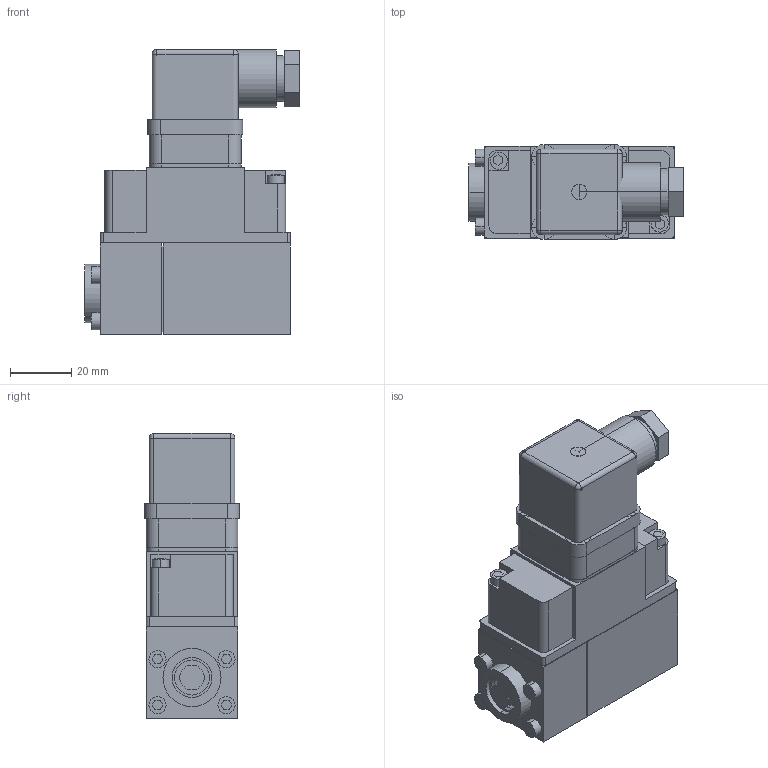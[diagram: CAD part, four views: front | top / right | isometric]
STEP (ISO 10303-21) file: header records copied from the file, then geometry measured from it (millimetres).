
FILE_DESCRIPTION(('no description'),'unknown implementation level');
FILE_NAME('Belimo_22WDP-111_3D.stp',' ',('pit-cup GmbH'),('CADClick - KiM GmbH - www.kimweb.de'),'unknown preprocess','ACIS','unknown authorization');
FILE_SCHEMA(('automotive_design'));
Length unit declared in the file: millimetre
Products named in the file (30): 1; 2; 3; 4; 5; 6; 7; 8; 9; 10; 11; 12; 13; 14; 15; 16; 17; 18; 19; 20; 21; 22; 23; 24; 25; 26; 27; 28; 29; 30
Bounding box: 70.1 x 31 x 93.3 mm (x, y, z)
Volume: 141908.4 mm3; surface area: 36149.2 mm2
Topology: 30 solids, 31 shells, 311 faces, 682 edges, 443 vertices
Faces by surface type: plane 218, cylinder 76, cone 10, sphere 7
Entity records: 17158 total; most frequent: DIRECTION 1528, STYLED_ITEM 1454, PRESENTATION_STYLE_ASSIGNMENT 1454, CARTESIAN_POINT 1454, COLOUR_RGB 1454, ORIENTED_EDGE 1340, EDGE_CURVE 670, CURVE_STYLE 670
